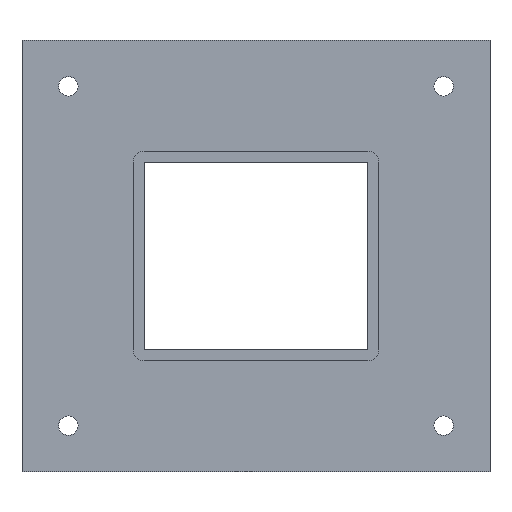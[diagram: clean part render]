
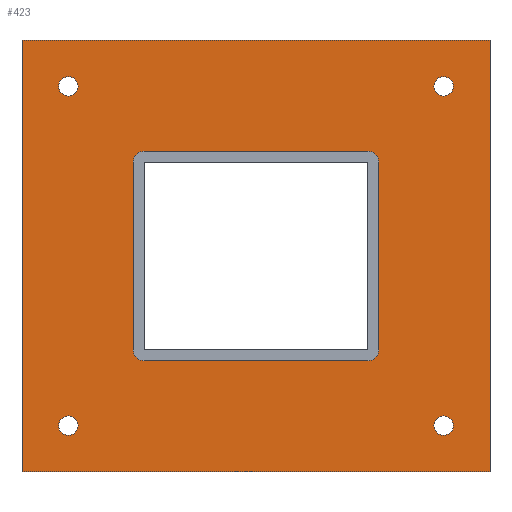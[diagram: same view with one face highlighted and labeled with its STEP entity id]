
A CAD part, front view. The second image highlights one B-rep face of the part: STEP entity #423.
In plain terms, the highlighted planar face has unit normal (0, -1, 0).
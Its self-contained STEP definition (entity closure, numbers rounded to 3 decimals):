
#84=CARTESIAN_POINT('',(-96.,0.0,-91.5));
#85=VERTEX_POINT('',#84);
#86=CARTESIAN_POINT('',(-101.25,0.0,-91.5));
#87=DIRECTION('',(0.0,1.0,0.0));
#88=DIRECTION('',(1.0,0.0,0.0));
#89=AXIS2_PLACEMENT_3D('',#86,#87,#88);
#90=CIRCLE('',#89,5.25);
#91=EDGE_CURVE('',#85,#85,#90,.T.);
#112=CARTESIAN_POINT('',(106.5,0.0,-91.5));
#113=VERTEX_POINT('',#112);
#114=CARTESIAN_POINT('',(101.25,0.0,-91.5));
#115=DIRECTION('',(0.0,1.0,0.0));
#116=DIRECTION('',(1.0,0.0,0.0));
#117=AXIS2_PLACEMENT_3D('',#114,#115,#116);
#118=CIRCLE('',#117,5.25);
#119=EDGE_CURVE('',#113,#113,#118,.T.);
#140=CARTESIAN_POINT('',(-96.,0.0,91.5));
#141=VERTEX_POINT('',#140);
#142=CARTESIAN_POINT('',(-101.25,0.0,91.5));
#143=DIRECTION('',(0.0,1.0,0.0));
#144=DIRECTION('',(1.0,0.0,0.0));
#145=AXIS2_PLACEMENT_3D('',#142,#143,#144);
#146=CIRCLE('',#145,5.25);
#147=EDGE_CURVE('',#141,#141,#146,.T.);
#168=CARTESIAN_POINT('',(106.5,0.0,91.5));
#169=VERTEX_POINT('',#168);
#170=CARTESIAN_POINT('',(101.25,0.0,91.5));
#171=DIRECTION('',(0.0,1.0,0.0));
#172=DIRECTION('',(1.0,0.0,0.0));
#173=AXIS2_PLACEMENT_3D('',#170,#171,#172);
#174=CIRCLE('',#173,5.25);
#175=EDGE_CURVE('',#169,#169,#174,.T.);
#302=CARTESIAN_POINT('',(0.0,0.0,0.0));
#303=DIRECTION('',(0.0,1.0,0.0));
#304=DIRECTION('',(0.0,0.0,1.0));
#305=AXIS2_PLACEMENT_3D('',#302,#303,#304);
#306=PLANE('',#305);
#307=CARTESIAN_POINT('',(-126.25,0.0,116.5));
#308=VERTEX_POINT('',#307);
#309=CARTESIAN_POINT('',(126.25,0.0,116.5));
#310=VERTEX_POINT('',#309);
#311=CARTESIAN_POINT('',(-126.25,0.0,116.5));
#312=DIRECTION('',(1.0,0.0,0.0));
#313=VECTOR('',#312,252.5);
#314=LINE('',#311,#313);
#315=EDGE_CURVE('',#308,#310,#314,.T.);
#316=ORIENTED_EDGE('',*,*,#315,.F.);
#317=CARTESIAN_POINT('',(-126.25,0.0,-116.5));
#318=VERTEX_POINT('',#317);
#319=CARTESIAN_POINT('',(-126.25,0.0,-116.5));
#320=DIRECTION('',(0.0,0.0,1.0));
#321=VECTOR('',#320,233.0);
#322=LINE('',#319,#321);
#323=EDGE_CURVE('',#318,#308,#322,.T.);
#324=ORIENTED_EDGE('',*,*,#323,.F.);
#325=CARTESIAN_POINT('',(126.25,0.0,-116.5));
#326=VERTEX_POINT('',#325);
#327=CARTESIAN_POINT('',(126.25,0.0,-116.5));
#328=DIRECTION('',(-1.0,0.0,0.0));
#329=VECTOR('',#328,252.5);
#330=LINE('',#327,#329);
#331=EDGE_CURVE('',#326,#318,#330,.T.);
#332=ORIENTED_EDGE('',*,*,#331,.F.);
#333=CARTESIAN_POINT('',(126.25,0.0,116.5));
#334=DIRECTION('',(0.0,0.0,-1.0));
#335=VECTOR('',#334,233.0);
#336=LINE('',#333,#335);
#337=EDGE_CURVE('',#310,#326,#336,.T.);
#338=ORIENTED_EDGE('',*,*,#337,.F.);
#339=EDGE_LOOP('',(#316,#324,#332,#338));
#340=FACE_OUTER_BOUND('',#339,.T.);
#341=ORIENTED_EDGE('',*,*,#91,.T.);
#342=EDGE_LOOP('',(#341));
#343=FACE_BOUND('',#342,.T.);
#344=ORIENTED_EDGE('',*,*,#119,.T.);
#345=EDGE_LOOP('',(#344));
#346=FACE_BOUND('',#345,.T.);
#347=ORIENTED_EDGE('',*,*,#147,.T.);
#348=EDGE_LOOP('',(#347));
#349=FACE_BOUND('',#348,.T.);
#350=ORIENTED_EDGE('',*,*,#175,.T.);
#351=EDGE_LOOP('',(#350));
#352=FACE_BOUND('',#351,.T.);
#353=CARTESIAN_POINT('',(-60.25,0.0,56.5));
#354=VERTEX_POINT('',#353);
#355=CARTESIAN_POINT('',(-66.25,0.0,50.5));
#356=VERTEX_POINT('',#355);
#357=CARTESIAN_POINT('',(-60.25,0.0,50.5));
#358=DIRECTION('',(0.0,-1.0,0.0));
#359=DIRECTION('',(-0.707,0.0,0.707));
#360=AXIS2_PLACEMENT_3D('',#357,#358,#359);
#361=CIRCLE('',#360,6.0);
#362=EDGE_CURVE('',#354,#356,#361,.T.);
#363=ORIENTED_EDGE('',*,*,#362,.F.);
#364=CARTESIAN_POINT('',(60.25,0.0,56.5));
#365=VERTEX_POINT('',#364);
#366=CARTESIAN_POINT('',(60.25,0.0,56.5));
#367=DIRECTION('',(-1.0,0.0,0.0));
#368=VECTOR('',#367,120.5);
#369=LINE('',#366,#368);
#370=EDGE_CURVE('',#365,#354,#369,.T.);
#371=ORIENTED_EDGE('',*,*,#370,.F.);
#372=CARTESIAN_POINT('',(66.25,0.0,50.5));
#373=VERTEX_POINT('',#372);
#374=CARTESIAN_POINT('',(60.25,0.0,50.5));
#375=DIRECTION('',(0.0,-1.0,0.0));
#376=DIRECTION('',(0.707,0.0,0.707));
#377=AXIS2_PLACEMENT_3D('',#374,#375,#376);
#378=CIRCLE('',#377,6.0);
#379=EDGE_CURVE('',#373,#365,#378,.T.);
#380=ORIENTED_EDGE('',*,*,#379,.F.);
#381=CARTESIAN_POINT('',(66.25,0.0,-50.5));
#382=VERTEX_POINT('',#381);
#383=CARTESIAN_POINT('',(66.25,0.0,-50.5));
#384=DIRECTION('',(0.0,0.0,1.0));
#385=VECTOR('',#384,101.);
#386=LINE('',#383,#385);
#387=EDGE_CURVE('',#382,#373,#386,.T.);
#388=ORIENTED_EDGE('',*,*,#387,.F.);
#389=CARTESIAN_POINT('',(60.25,0.0,-56.5));
#390=VERTEX_POINT('',#389);
#391=CARTESIAN_POINT('',(60.25,0.0,-50.5));
#392=DIRECTION('',(0.0,-1.0,0.0));
#393=DIRECTION('',(0.707,0.0,-0.707));
#394=AXIS2_PLACEMENT_3D('',#391,#392,#393);
#395=CIRCLE('',#394,6.0);
#396=EDGE_CURVE('',#390,#382,#395,.T.);
#397=ORIENTED_EDGE('',*,*,#396,.F.);
#398=CARTESIAN_POINT('',(-60.25,0.0,-56.5));
#399=VERTEX_POINT('',#398);
#400=CARTESIAN_POINT('',(-60.25,0.0,-56.5));
#401=DIRECTION('',(1.0,0.0,0.0));
#402=VECTOR('',#401,120.5);
#403=LINE('',#400,#402);
#404=EDGE_CURVE('',#399,#390,#403,.T.);
#405=ORIENTED_EDGE('',*,*,#404,.F.);
#406=CARTESIAN_POINT('',(-66.25,0.0,-50.5));
#407=VERTEX_POINT('',#406);
#408=CARTESIAN_POINT('',(-60.25,0.0,-50.5));
#409=DIRECTION('',(0.0,-1.0,0.0));
#410=DIRECTION('',(-0.707,0.0,-0.707));
#411=AXIS2_PLACEMENT_3D('',#408,#409,#410);
#412=CIRCLE('',#411,6.0);
#413=EDGE_CURVE('',#407,#399,#412,.T.);
#414=ORIENTED_EDGE('',*,*,#413,.F.);
#415=CARTESIAN_POINT('',(-66.25,0.0,50.5));
#416=DIRECTION('',(0.0,0.0,-1.0));
#417=VECTOR('',#416,101.);
#418=LINE('',#415,#417);
#419=EDGE_CURVE('',#356,#407,#418,.T.);
#420=ORIENTED_EDGE('',*,*,#419,.F.);
#421=EDGE_LOOP('',(#363,#371,#380,#388,#397,#405,#414,#420));
#422=FACE_BOUND('',#421,.T.);
#423=ADVANCED_FACE('',(#340,#343,#346,#349,#352,#422),#306,.F.);
